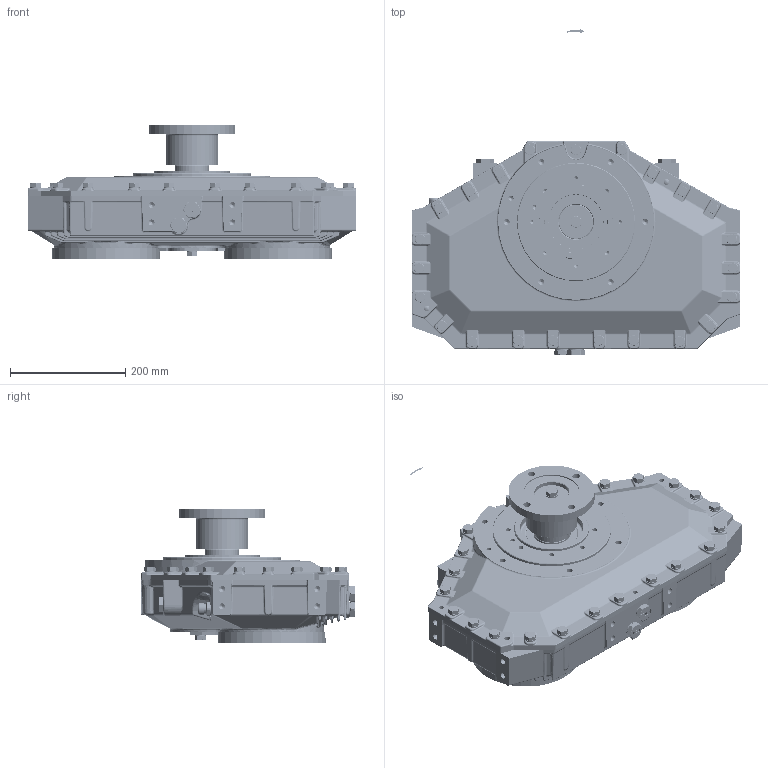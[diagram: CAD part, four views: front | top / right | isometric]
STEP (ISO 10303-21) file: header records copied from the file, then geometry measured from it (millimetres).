
FILE_DESCRIPTION (( 'STEP AP214' ), '1' );
FILE_NAME ('1029015C.STEP', '2015-03-20T16:08:33', ( '' ), ( '' ), 'SwSTEP 2.0', 'SolidWorks 2007', '' );
FILE_SCHEMA (( 'AUTOMOTIVE_DESIGN' ));
Length unit declared in the file: millimetre
Products named in the file (11): IT2062313_rev00-installation; IT1041036_rev00-installation; ITam220-002_rev00-installation; ITB00310000_rev01-installation; 1029015C; IT0000200_rev00-installation; IT2021217_rev05-installation; ITam110-001_rev01-installation; IT4588040_rev00-installation; IT1041103_rev00-installation; IT1054018_rev00-installation
Assembly tree (11 placements, depth 2):
  1029015C
    IT1041036_rev00-installation
    ITam110-001_rev01-installation
    ITB00310000_rev01-installation
    IT2021217_rev05-installation  x2
    IT2062313_rev00-installation
    ITam220-002_rev00-installation
    IT4588040_rev00-installation
    IT0000200_rev00-installation
    IT1041103_rev00-installation
    IT1054018_rev00-installation
Bounding box: 570 x 565.04 x 233.5 mm (x, y, z)
Volume: 17234006.2 mm3; surface area: 1958710.5 mm2
Topology: 128 solids, 140 shells, 6992 faces, 16926 edges, 10419 vertices
Faces by surface type: plane 2431, cylinder 2221, bspline 1348, cone 543, torus 319, sphere 130
Entity records: 321354 total; most frequent: CARTESIAN_POINT 97412, ORIENTED_EDGE 32057, DIRECTION 28919, EDGE_CURVE 16034, AXIS2_PLACEMENT_3D 10635, VERTEX_POINT 9975, VECTOR 7649, LINE 7649
